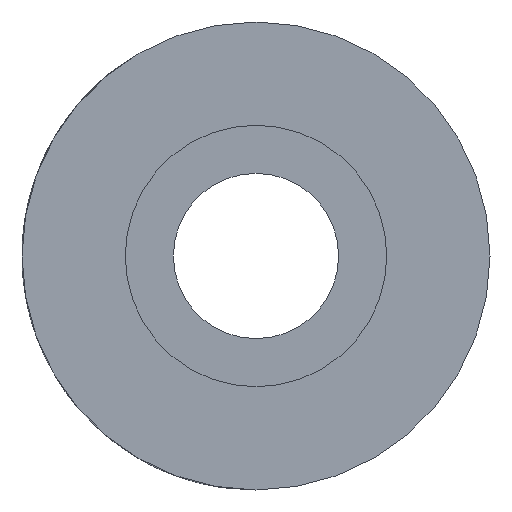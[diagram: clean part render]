
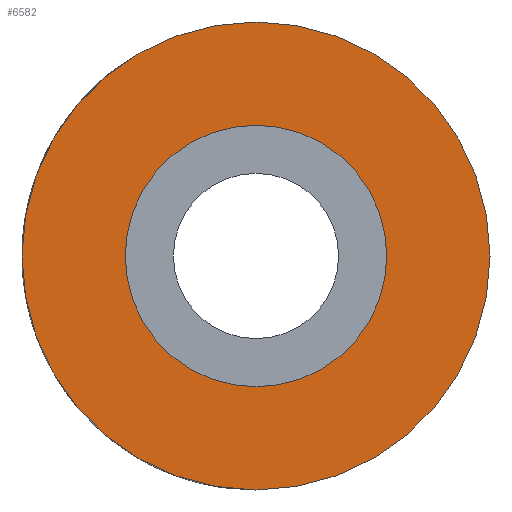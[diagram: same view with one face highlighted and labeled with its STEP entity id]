
A CAD part, left-side view. The second image highlights one B-rep face of the part: STEP entity #6582.
In plain terms, the highlighted planar face has unit normal (-1, 0, 0).
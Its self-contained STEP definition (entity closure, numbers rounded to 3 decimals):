
#515 = CARTESIAN_POINT ( 'NONE',  ( 0., 0., 0. ) ) ;
#516 = AXIS2_PLACEMENT_3D ( 'NONE', #6663, #1210, #7258 ) ;
#645 = CARTESIAN_POINT ( 'NONE',  ( 0., 0., 0. ) ) ;
#816 = AXIS2_PLACEMENT_3D ( 'NONE', #645, #5956, #1397 ) ;
#868 = CIRCLE ( 'NONE', #4512, 4.75 ) ;
#1057 = FACE_BOUND ( 'NONE', #2285, .T. ) ;
#1210 = DIRECTION ( 'NONE',  ( -1., 0., 0. ) ) ;
#1397 = DIRECTION ( 'NONE',  ( 0., 0., -1. ) ) ;
#1590 = CARTESIAN_POINT ( 'NONE',  ( 0., 0., -8.5 ) ) ;
#1709 = DIRECTION ( 'NONE',  ( 1., 0., 0. ) ) ;
#2056 = EDGE_CURVE ( 'NONE', #7239, #2684, #8120, .T. ) ;
#2157 = DIRECTION ( 'NONE',  ( -1., 0., 0. ) ) ;
#2237 = CARTESIAN_POINT ( 'NONE',  ( 0., 0., 0. ) ) ;
#2244 = DIRECTION ( 'NONE',  ( 0., 0., -1. ) ) ;
#2285 = EDGE_LOOP ( 'NONE', ( #4245, #7920 ) ) ;
#2341 = VERTEX_POINT ( 'NONE', #1590 ) ;
#2548 = DIRECTION ( 'NONE',  ( 0., 0., -1. ) ) ;
#2684 = VERTEX_POINT ( 'NONE', #7088 ) ;
#3032 = DIRECTION ( 'NONE',  ( 0., 0., 1. ) ) ;
#3061 = CIRCLE ( 'NONE', #4795, 8.5 ) ;
#3149 = FACE_OUTER_BOUND ( 'NONE', #6015, .T. ) ;
#3452 = CARTESIAN_POINT ( 'NONE',  ( 0., 0., 4.75 ) ) ;
#3621 = EDGE_CURVE ( 'NONE', #2341, #5355, #4789, .T. ) ;
#3783 = CARTESIAN_POINT ( 'NONE',  ( 0., 0., 8.5 ) ) ;
#3892 = CARTESIAN_POINT ( 'NONE',  ( 0., 0., 0. ) ) ;
#4240 = EDGE_CURVE ( 'NONE', #5355, #2341, #3061, .T. ) ;
#4245 = ORIENTED_EDGE ( 'NONE', *, *, #2056, .F. ) ;
#4512 = AXIS2_PLACEMENT_3D ( 'NONE', #515, #2157, #2244 ) ;
#4789 = CIRCLE ( 'NONE', #516, 8.5 ) ;
#4795 = AXIS2_PLACEMENT_3D ( 'NONE', #2237, #7550, #3032 ) ;
#4811 = AXIS2_PLACEMENT_3D ( 'NONE', #3892, #1709, #2548 ) ;
#4820 = ORIENTED_EDGE ( 'NONE', *, *, #4240, .T. ) ;
#5355 = VERTEX_POINT ( 'NONE', #3783 ) ;
#5956 = DIRECTION ( 'NONE',  ( -1., 0., 0. ) ) ;
#6015 = EDGE_LOOP ( 'NONE', ( #4820, #6804 ) ) ;
#6582 = ADVANCED_FACE ( 'NONE', ( #1057, #3149 ), #9298, .F. ) ;
#6663 = CARTESIAN_POINT ( 'NONE',  ( 0., 0., 0. ) ) ;
#6804 = ORIENTED_EDGE ( 'NONE', *, *, #3621, .T. ) ;
#7088 = CARTESIAN_POINT ( 'NONE',  ( 0., 0., -4.75 ) ) ;
#7239 = VERTEX_POINT ( 'NONE', #3452 ) ;
#7258 = DIRECTION ( 'NONE',  ( 0., 0., 1. ) ) ;
#7550 = DIRECTION ( 'NONE',  ( -1., 0., 0. ) ) ;
#7920 = ORIENTED_EDGE ( 'NONE', *, *, #9116, .F. ) ;
#8120 = CIRCLE ( 'NONE', #816, 4.75 ) ;
#9116 = EDGE_CURVE ( 'NONE', #2684, #7239, #868, .T. ) ;
#9298 = PLANE ( 'NONE',  #4811 ) ;
